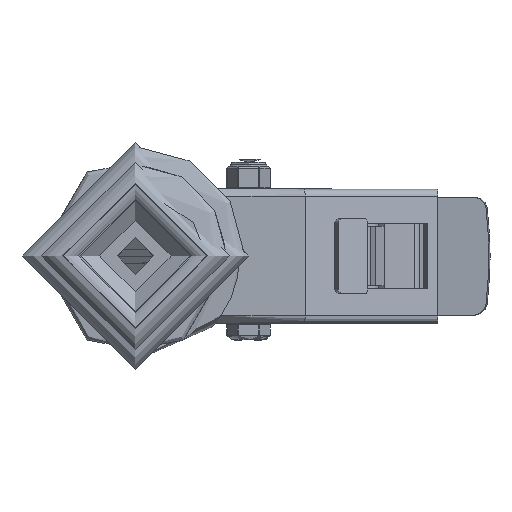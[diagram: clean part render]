
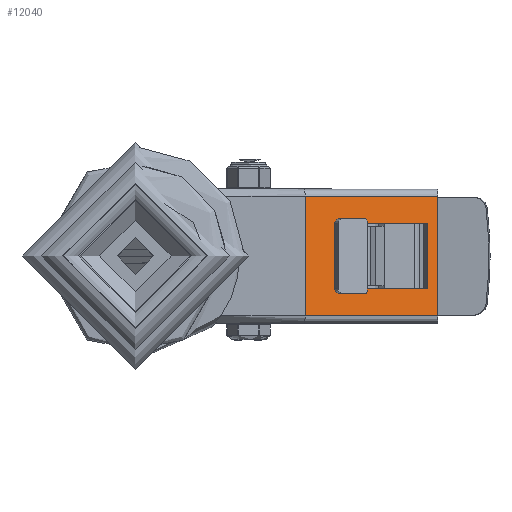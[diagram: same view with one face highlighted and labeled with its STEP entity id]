
A CAD part, top view. The second image highlights one B-rep face of the part: STEP entity #12040.
In plain terms, the highlighted planar face has unit normal (0.459, 0, 0.888).
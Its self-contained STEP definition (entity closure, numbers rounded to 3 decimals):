
#477=FACE_BOUND('',#4092,.T.);
#658=PLANE('',#13157);
#1456=LINE('',#19163,#2456);
#1462=LINE('',#19178,#2462);
#1471=LINE('',#19210,#2471);
#1474=LINE('',#19216,#2474);
#1477=LINE('',#19222,#2477);
#1480=LINE('',#19226,#2480);
#1494=LINE('',#19282,#2494);
#1510=LINE('',#19377,#2510);
#2456=VECTOR('',#15215,1000.);
#2462=VECTOR('',#15231,1000.);
#2471=VECTOR('',#15258,1000.);
#2474=VECTOR('',#15263,1000.);
#2477=VECTOR('',#15268,1000.);
#2480=VECTOR('',#15273,1000.);
#2494=VECTOR('',#15309,1000.);
#2510=VECTOR('',#15335,1000.);
#3364=FACE_OUTER_BOUND('',#4091,.T.);
#4091=EDGE_LOOP('',(#9407,#9408,#9409,#9410));
#4092=EDGE_LOOP('',(#9411,#9412,#9413,#9414));
#5638=VERTEX_POINT('',#19157);
#5640=VERTEX_POINT('',#19161);
#5641=VERTEX_POINT('',#19168);
#5643=VERTEX_POINT('',#19174);
#5657=VERTEX_POINT('',#19207);
#5658=VERTEX_POINT('',#19209);
#5660=VERTEX_POINT('',#19215);
#5662=VERTEX_POINT('',#19221);
#6971=EDGE_CURVE('',#5640,#5638,#1456,.T.);
#6979=EDGE_CURVE('',#5641,#5643,#1462,.T.);
#6993=EDGE_CURVE('',#5658,#5657,#1471,.T.);
#6996=EDGE_CURVE('',#5660,#5658,#1474,.T.);
#6999=EDGE_CURVE('',#5662,#5660,#1477,.T.);
#7002=EDGE_CURVE('',#5657,#5662,#1480,.T.);
#7022=EDGE_CURVE('',#5640,#5643,#1494,.F.);
#7050=EDGE_CURVE('',#5638,#5641,#1510,.T.);
#9407=ORIENTED_EDGE('',*,*,#6979,.F.);
#9408=ORIENTED_EDGE('',*,*,#7050,.F.);
#9409=ORIENTED_EDGE('',*,*,#6971,.F.);
#9410=ORIENTED_EDGE('',*,*,#7022,.T.);
#9411=ORIENTED_EDGE('',*,*,#6999,.T.);
#9412=ORIENTED_EDGE('',*,*,#6996,.T.);
#9413=ORIENTED_EDGE('',*,*,#6993,.T.);
#9414=ORIENTED_EDGE('',*,*,#7002,.T.);
#12040=ADVANCED_FACE('',(#3364,#477),#658,.T.);
#13157=AXIS2_PLACEMENT_3D('',#19376,#15333,#15334);
#15215=DIRECTION('',(-0.888,0.,0.459));
#15231=DIRECTION('',(0.888,0.,-0.459));
#15258=DIRECTION('',(0.,-1.,0.));
#15263=DIRECTION('',(0.888,0.,-0.459));
#15268=DIRECTION('',(0.,1.,0.));
#15273=DIRECTION('',(-0.888,0.,0.459));
#15309=DIRECTION('',(0.,-1.,0.));
#15333=DIRECTION('center_axis',(0.459,0.,0.888));
#15334=DIRECTION('ref_axis',(-0.888,0.,0.459));
#15335=DIRECTION('',(0.,1.,0.));
#19157=CARTESIAN_POINT('',(57.,-20.,-4.));
#19161=CARTESIAN_POINT('',(101.5,-20.,-27.));
#19163=CARTESIAN_POINT('',(60.146,-20.,-5.626));
#19168=CARTESIAN_POINT('',(57.,20.,-4.));
#19174=CARTESIAN_POINT('',(101.5,20.,-27.));
#19178=CARTESIAN_POINT('',(60.146,20.,-5.626));
#19207=CARTESIAN_POINT('',(97.947,-11.,-25.163));
#19209=CARTESIAN_POINT('',(97.947,11.,-25.163));
#19210=CARTESIAN_POINT('',(97.947,0.,-25.163));
#19215=CARTESIAN_POINT('',(76.626,11.,-14.144));
#19216=CARTESIAN_POINT('',(83.268,11.,-17.577));
#19221=CARTESIAN_POINT('',(76.626,-11.,-14.144));
#19222=CARTESIAN_POINT('',(76.626,0.,-14.144));
#19226=CARTESIAN_POINT('',(83.268,-11.,-17.577));
#19282=CARTESIAN_POINT('',(101.5,0.,-27.));
#19376=CARTESIAN_POINT('Origin',(79.25,0.,-15.5));
#19377=CARTESIAN_POINT('',(57.,0.,-4.));
